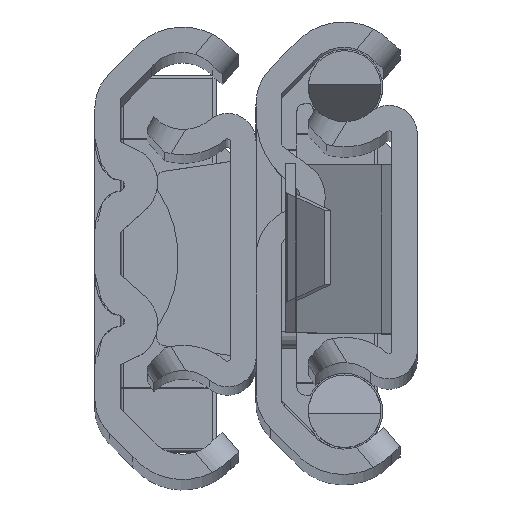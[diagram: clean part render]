
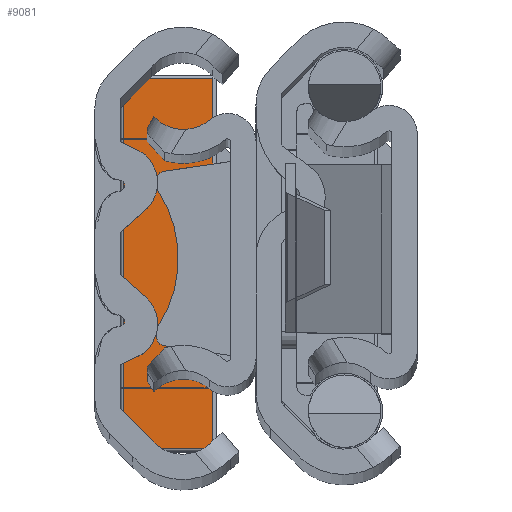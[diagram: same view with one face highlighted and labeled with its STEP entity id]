
A CAD part, top view. The second image highlights one B-rep face of the part: STEP entity #9081.
In plain terms, the highlighted planar face has unit normal (0, 0, 1).
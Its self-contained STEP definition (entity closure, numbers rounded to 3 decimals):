
#330 = LINE ( 'NONE', #8975, #2116 ) ;
#346 = CARTESIAN_POINT ( 'NONE',  ( 10.95, 0.2, 3.25 ) ) ;
#793 = ORIENTED_EDGE ( 'NONE', *, *, #10817, .T. ) ;
#925 = LINE ( 'NONE', #2902, #4248 ) ;
#1109 = DIRECTION ( 'NONE',  ( 0., 1., 0. ) ) ;
#1593 = DIRECTION ( 'NONE',  ( 0., 0., -1. ) ) ;
#1737 = EDGE_CURVE ( 'NONE', #9858, #4381, #4780, .T. ) ;
#2116 = VECTOR ( 'NONE', #11076, 1000. ) ;
#2717 = EDGE_CURVE ( 'NONE', #4381, #6541, #330, .T. ) ;
#2747 = CARTESIAN_POINT ( 'NONE',  ( 10.95, 5.5, 3.25 ) ) ;
#2902 = CARTESIAN_POINT ( 'NONE',  ( -11.15, 0.2, 3.25 ) ) ;
#4248 = VECTOR ( 'NONE', #8162, 1000. ) ;
#4381 = VERTEX_POINT ( 'NONE', #10577 ) ;
#4463 = CARTESIAN_POINT ( 'NONE',  ( -10.95, 0.2, 3.25 ) ) ;
#4780 = LINE ( 'NONE', #9194, #13864 ) ;
#5343 = ORIENTED_EDGE ( 'NONE', *, *, #1737, .T. ) ;
#5739 = EDGE_CURVE ( 'NONE', #6432, #9858, #6530, .T. ) ;
#5897 = DIRECTION ( 'NONE',  ( -1., 0., 0. ) ) ;
#6432 = VERTEX_POINT ( 'NONE', #346 ) ;
#6530 = LINE ( 'NONE', #10810, #10438 ) ;
#6541 = VERTEX_POINT ( 'NONE', #4463 ) ;
#7090 = DIRECTION ( 'NONE',  ( -1., 0., 0. ) ) ;
#7150 = PLANE ( 'NONE',  #11858 ) ;
#8108 = ORIENTED_EDGE ( 'NONE', *, *, #5739, .T. ) ;
#8162 = DIRECTION ( 'NONE',  ( 1., 0., 0. ) ) ;
#8975 = CARTESIAN_POINT ( 'NONE',  ( -10.95, 5.7, 3.25 ) ) ;
#9081 = ADVANCED_FACE ( 'NONE', ( #12351 ), #7150, .F. ) ;
#9194 = CARTESIAN_POINT ( 'NONE',  ( -11.15, 5.5, 3.25 ) ) ;
#9858 = VERTEX_POINT ( 'NONE', #2747 ) ;
#10088 = ORIENTED_EDGE ( 'NONE', *, *, #2717, .T. ) ;
#10438 = VECTOR ( 'NONE', #1109, 1000. ) ;
#10577 = CARTESIAN_POINT ( 'NONE',  ( -10.95, 5.5, 3.25 ) ) ;
#10810 = CARTESIAN_POINT ( 'NONE',  ( 10.95, 5.7, 3.25 ) ) ;
#10817 = EDGE_CURVE ( 'NONE', #6541, #6432, #925, .T. ) ;
#11076 = DIRECTION ( 'NONE',  ( 0., -1., 0. ) ) ;
#11226 = CARTESIAN_POINT ( 'NONE',  ( -11.15, 5.7, 3.25 ) ) ;
#11297 = EDGE_LOOP ( 'NONE', ( #5343, #10088, #793, #8108 ) ) ;
#11858 = AXIS2_PLACEMENT_3D ( 'NONE', #11226, #1593, #5897 ) ;
#12351 = FACE_OUTER_BOUND ( 'NONE', #11297, .T. ) ;
#13864 = VECTOR ( 'NONE', #7090, 1000. ) ;
